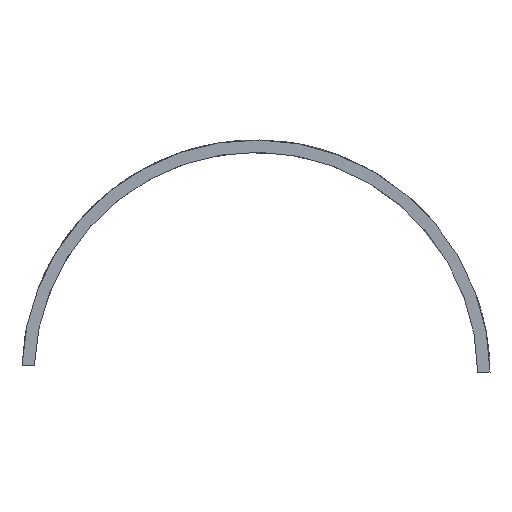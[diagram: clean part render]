
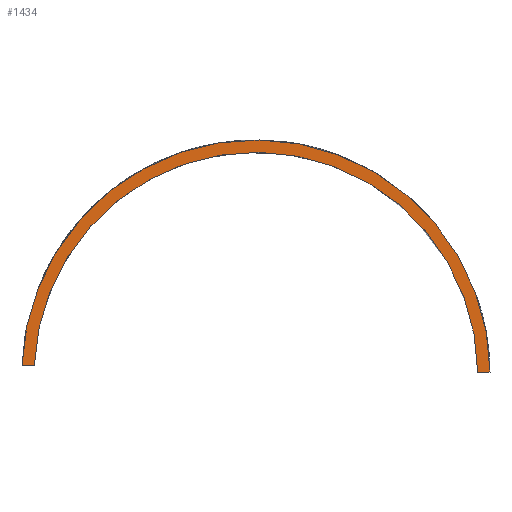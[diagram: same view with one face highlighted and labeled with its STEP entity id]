
A CAD part, front view. The second image highlights one B-rep face of the part: STEP entity #1434.
In plain terms, the highlighted planar face has unit normal (0, -1, 0).
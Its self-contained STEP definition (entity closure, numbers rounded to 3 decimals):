
#144=CIRCLE('',#1522,57.);
#145=CIRCLE('',#1523,54.);
#161=PLANE('',#1521);
#208=LINE('',#3956,#278);
#218=LINE('',#4262,#288);
#278=VECTOR('',#1682,10.);
#288=VECTOR('',#1712,10.);
#355=FACE_OUTER_BOUND('',#423,.T.);
#423=EDGE_LOOP('',(#1175,#1176,#1177,#1178));
#721=VERTEX_POINT('',#3953);
#722=VERTEX_POINT('',#3955);
#735=VERTEX_POINT('',#4259);
#736=VERTEX_POINT('',#4261);
#902=EDGE_CURVE('',#721,#722,#208,.T.);
#922=EDGE_CURVE('',#735,#721,#144,.T.);
#923=EDGE_CURVE('',#736,#735,#218,.T.);
#924=EDGE_CURVE('',#722,#736,#145,.T.);
#1175=ORIENTED_EDGE('',*,*,#902,.F.);
#1176=ORIENTED_EDGE('',*,*,#922,.F.);
#1177=ORIENTED_EDGE('',*,*,#923,.F.);
#1178=ORIENTED_EDGE('',*,*,#924,.F.);
#1434=ADVANCED_FACE('',(#355),#161,.F.);
#1521=AXIS2_PLACEMENT_3D('',#4258,#1708,#1709);
#1522=AXIS2_PLACEMENT_3D('',#4260,#1710,#1711);
#1523=AXIS2_PLACEMENT_3D('',#4263,#1713,#1714);
#1682=DIRECTION('',(-1.,0.,0.));
#1708=DIRECTION('center_axis',(0.,1.,0.));
#1709=DIRECTION('ref_axis',(-1.,0.,0.));
#1710=DIRECTION('center_axis',(0.,1.,0.));
#1711=DIRECTION('ref_axis',(-1.,0.,0.));
#1712=DIRECTION('',(-1.,0.,0.));
#1713=DIRECTION('center_axis',(0.,-1.,0.));
#1714=DIRECTION('ref_axis',(-1.,0.,0.));
#3953=CARTESIAN_POINT('',(632.024,-303.559,-136.41));
#3955=CARTESIAN_POINT('',(629.024,-303.559,-136.41));
#3956=CARTESIAN_POINT('',(603.526,-303.559,-136.41));
#4258=CARTESIAN_POINT('Origin',(575.026,-303.559,-136.91));
#4259=CARTESIAN_POINT('',(518.061,-303.559,-134.91));
#4260=CARTESIAN_POINT('Origin',(575.026,-303.559,-136.91));
#4261=CARTESIAN_POINT('',(521.063,-303.559,-134.91));
#4262=CARTESIAN_POINT('',(603.526,-303.559,-134.91));
#4263=CARTESIAN_POINT('Origin',(575.026,-303.559,-136.91));
